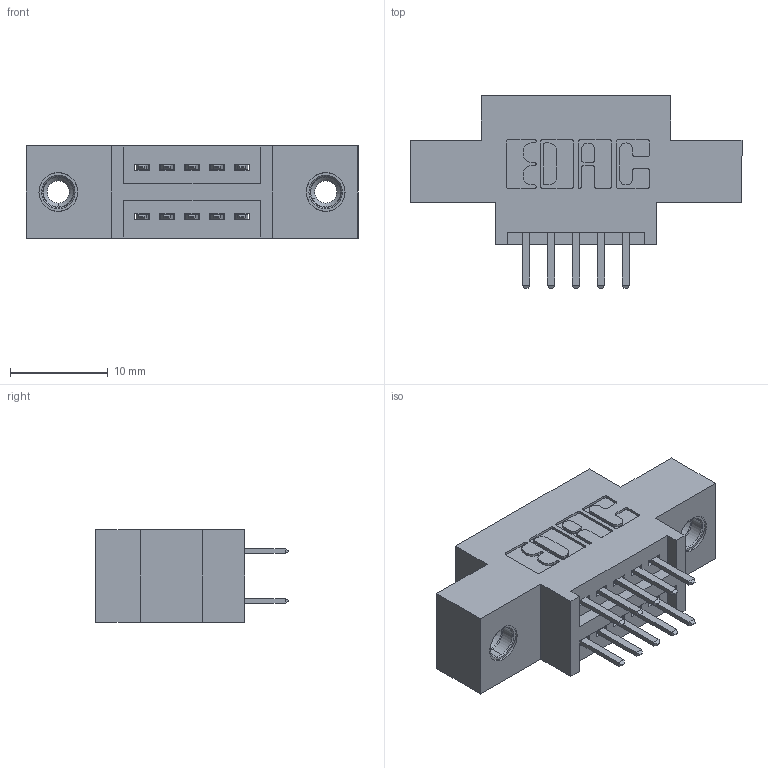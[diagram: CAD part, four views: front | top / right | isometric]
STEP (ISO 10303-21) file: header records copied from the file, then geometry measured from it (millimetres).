
FILE_DESCRIPTION (( 'STEP AP203' ), '1' );
FILE_NAME ('345-010-520-808.STEP', '2019-10-26T13:40:33', ( '' ), ( '' ), 'SwSTEP 2.0', 'SolidWorks 2016', '' );
FILE_SCHEMA (( 'CONFIG_CONTROL_DESIGN' ));
Length unit declared in the file: inch
Products named in the file (4): 345-292-001_345-293-120; 345 Part_0.170 Offset - 0.156 Dia-TI; 345-010-520-808; 345-250-001_345-250-003-102
Assembly tree (13 placements, depth 2):
  345-010-520-808
    345 Part_0.170 Offset - 0.156 Dia-TI
    345-292-001_345-293-120  x10
    345-250-001_345-250-003-102  x2
Bounding box: 33.91 x 19.68 x 9.4 mm (x, y, z)
Volume: 2826.2 mm3; surface area: 3608.6 mm2
Topology: 13 solids, 13 shells, 730 faces, 2059 edges, 1338 vertices
Faces by surface type: plane 466, cylinder 248, cone 12, torus 4
Entity records: 10336 total; most frequent: CARTESIAN_POINT 1763, ORIENTED_EDGE 1678, DIRECTION 1613, EDGE_CURVE 839, VECTOR 663, LINE 663, VERTEX_POINT 552, AXIS2_PLACEMENT_3D 475
